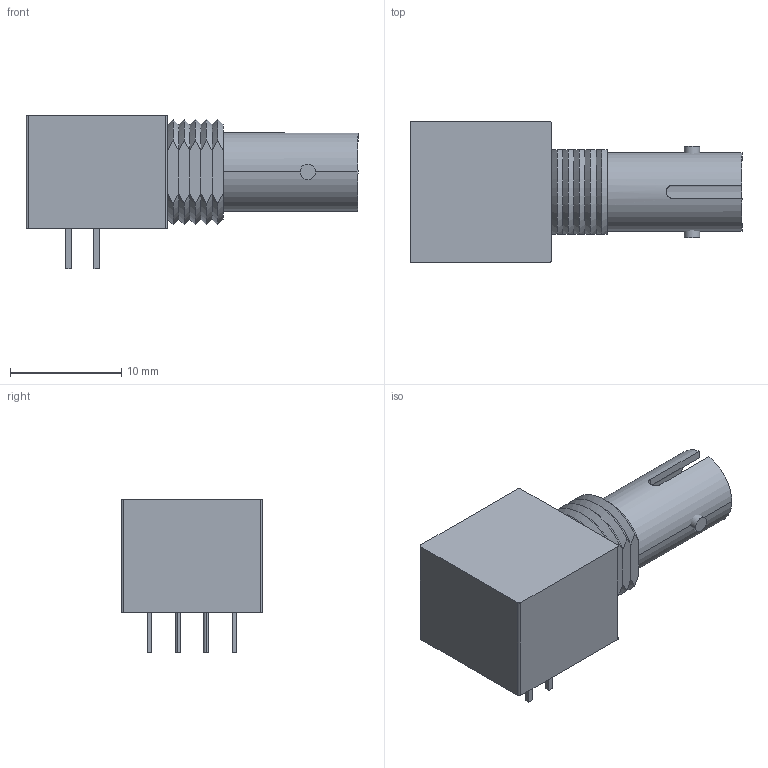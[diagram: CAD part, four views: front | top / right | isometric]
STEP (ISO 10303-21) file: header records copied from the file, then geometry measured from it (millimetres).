
FILE_DESCRIPTION((''),'2;1');
FILE_NAME('HFBR-0300Z.stp','2010-10-13T09:53:33',(''),(''),'Mechanical Desktop 2010','Mechanical Desktop 2010',', , ');
FILE_SCHEMA(('AUTOMOTIVE_DESIGN { 1 2 10303 214 1 1 1 1 }'));
Length unit declared in the file: millimetre
Products named in the file (1): Product
Bounding box: 29.8 x 12.7 x 13.8 mm (x, y, z)
Volume: 1965.1 mm3; surface area: 2010.8 mm2
Topology: 17 solids, 17 shells, 120 faces, 261 edges, 175 vertices
Faces by surface type: plane 65, cylinder 35, cone 20
Entity records: 3415 total; most frequent: CARTESIAN_POINT 742, DIRECTION 546, ORIENTED_EDGE 522, EDGE_CURVE 261, AXIS2_PLACEMENT_3D 213, VERTEX_POINT 175, EDGE_LOOP 132, VECTOR 120
